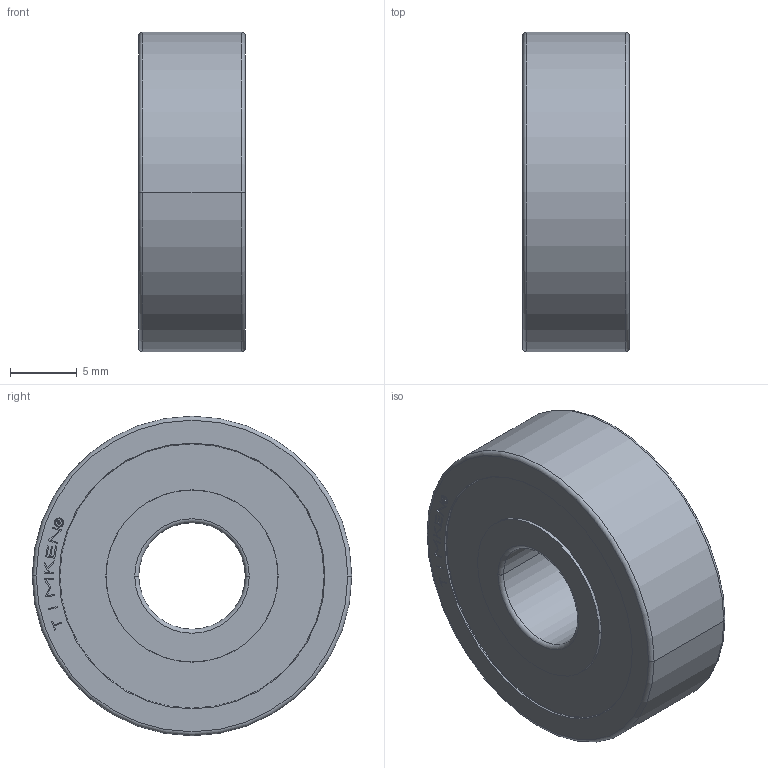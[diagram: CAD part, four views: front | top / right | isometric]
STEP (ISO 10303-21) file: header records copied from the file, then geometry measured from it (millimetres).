
FILE_DESCRIPTION(('starvars output'),'1');
FILE_NAME('628-2RS.stp','10:56:41 2023/02/28',('TraceParts'),(' '),'Spatial InterOp 3D',' ',' ');
FILE_SCHEMA(('AUTOMOTIVE_DESIGN { 1 0 10303 214 3 1 1 }'));
Length unit declared in the file: millimetre
Products named in the file (1): 1
Bounding box: 8 x 24 x 24 mm (x, y, z)
Volume: 2492.9 mm3; surface area: 3472.2 mm2
Topology: 1 solids, 1 shells, 484 faces, 1360 edges, 904 vertices
Faces by surface type: plane 336, torus 56, cylinder 52, sphere 36, cone 4
Entity records: 21147 total; most frequent: CARTESIAN_POINT 4819, ORIENTED_EDGE 2720, DIRECTION 2372, EDGE_CURVE 1360, LINE 922, VECTOR 922, VERTEX_POINT 904, AXIS2_PLACEMENT_3D 725
